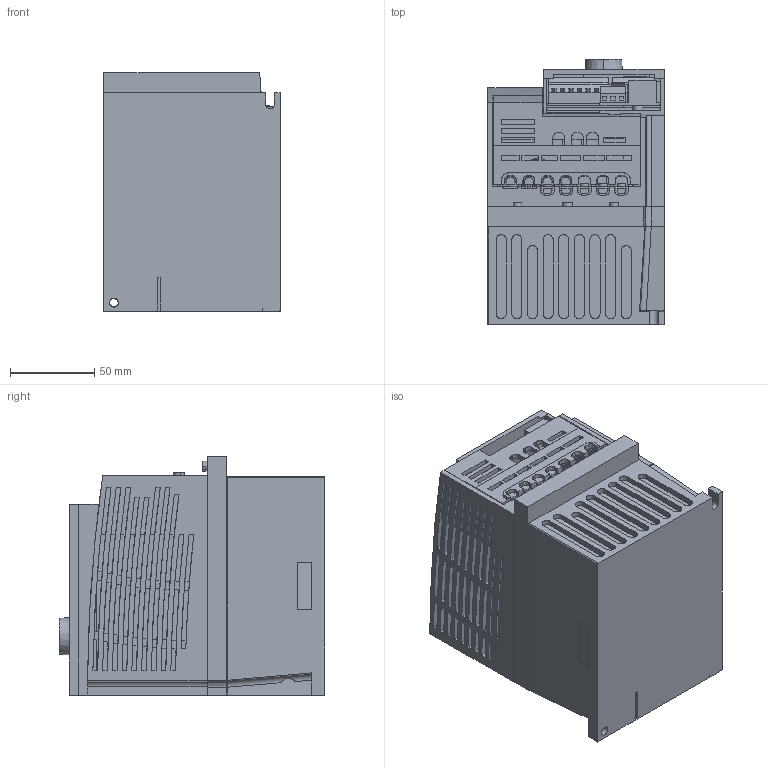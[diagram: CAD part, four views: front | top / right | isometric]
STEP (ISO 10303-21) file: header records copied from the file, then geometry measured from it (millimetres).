
FILE_DESCRIPTION(('STEP AP242'),'1');
FILE_NAME('atv320u04n4c.stp','2018-11-12T00:54:58',('TraceParts'),('TraceParts S.A.'),'Spatial InterOp 3D',' ',' ');
FILE_SCHEMA(('AP242_MANAGED_MODEL_BASED_3D_ENGINEERING_MIM_LF {1 0 10303 442 1 1 4}'));
Length unit declared in the file: millimetre
Products named in the file (1): atv320u04n4c_1
Bounding box: 105 x 158.16 x 142.2 mm (x, y, z)
Volume: 1747225.1 mm3; surface area: 328278.5 mm2
Topology: 15 solids, 15 shells, 2047 faces, 5550 edges, 3657 vertices
Faces by surface type: plane 1671, cylinder 329, bspline 33, extrusion 8, cone 6
Entity records: 65912 total; most frequent: CARTESIAN_POINT 13811, ORIENTED_EDGE 11100, DIRECTION 10160, EDGE_CURVE 5550, VECTOR 4598, LINE 4590, VERTEX_POINT 3657, AXIS2_PLACEMENT_3D 2781
